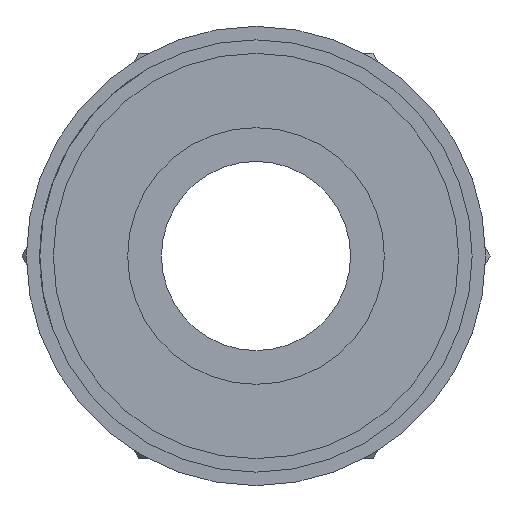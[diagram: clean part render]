
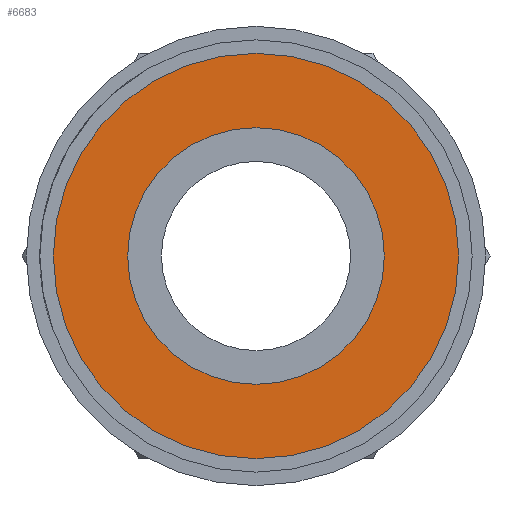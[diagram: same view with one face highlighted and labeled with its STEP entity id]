
A CAD part, left-side view. The second image highlights one B-rep face of the part: STEP entity #6683.
In plain terms, the highlighted planar face has unit normal (-1, 0, 0).
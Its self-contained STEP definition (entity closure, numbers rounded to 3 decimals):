
#19 = CARTESIAN_POINT ( 'NONE',  ( 0., 0., 9.5 ) ) ;
#424 = FACE_OUTER_BOUND ( 'NONE', #1299, .T. ) ;
#495 = EDGE_CURVE ( 'NONE', #3247, #4315, #2376, .T. ) ;
#501 = CARTESIAN_POINT ( 'NONE',  ( 0., 0., 15. ) ) ;
#851 = AXIS2_PLACEMENT_3D ( 'NONE', #6927, #6881, #3499 ) ;
#1020 = DIRECTION ( 'NONE',  ( 0., 0., 1. ) ) ;
#1037 = DIRECTION ( 'NONE',  ( -1., 0., 0. ) ) ;
#1223 = DIRECTION ( 'NONE',  ( -1., 0., 0. ) ) ;
#1299 = EDGE_LOOP ( 'NONE', ( #3095, #3541 ) ) ;
#1701 = CIRCLE ( 'NONE', #851, 9.5 ) ;
#1740 = DIRECTION ( 'NONE',  ( 0., 0., 1. ) ) ;
#1846 = AXIS2_PLACEMENT_3D ( 'NONE', #8043, #5196, #1740 ) ;
#2376 = CIRCLE ( 'NONE', #4687, 15. ) ;
#2788 = VERTEX_POINT ( 'NONE', #4653 ) ;
#3095 = ORIENTED_EDGE ( 'NONE', *, *, #495, .T. ) ;
#3247 = VERTEX_POINT ( 'NONE', #501 ) ;
#3275 = CIRCLE ( 'NONE', #1846, 9.5 ) ;
#3499 = DIRECTION ( 'NONE',  ( 0., 0., 1. ) ) ;
#3504 = ORIENTED_EDGE ( 'NONE', *, *, #7959, .F. ) ;
#3541 = ORIENTED_EDGE ( 'NONE', *, *, #8079, .T. ) ;
#4315 = VERTEX_POINT ( 'NONE', #5708 ) ;
#4504 = PLANE ( 'NONE',  #8736 ) ;
#4653 = CARTESIAN_POINT ( 'NONE',  ( 0., 0., -9.5 ) ) ;
#4687 = AXIS2_PLACEMENT_3D ( 'NONE', #7159, #1037, #7707 ) ;
#5196 = DIRECTION ( 'NONE',  ( -1., 0., 0. ) ) ;
#5708 = CARTESIAN_POINT ( 'NONE',  ( 0., 0., -15. ) ) ;
#5786 = CARTESIAN_POINT ( 'NONE',  ( 0., 0., 0. ) ) ;
#6081 = DIRECTION ( 'NONE',  ( 0., 0., 1. ) ) ;
#6203 = VERTEX_POINT ( 'NONE', #19 ) ;
#6590 = AXIS2_PLACEMENT_3D ( 'NONE', #5786, #8535, #1020 ) ;
#6683 = ADVANCED_FACE ( 'NONE', ( #8063, #424 ), #4504, .T. ) ;
#6794 = EDGE_LOOP ( 'NONE', ( #3504, #6836 ) ) ;
#6836 = ORIENTED_EDGE ( 'NONE', *, *, #7087, .F. ) ;
#6881 = DIRECTION ( 'NONE',  ( -1., 0., 0. ) ) ;
#6927 = CARTESIAN_POINT ( 'NONE',  ( 0., 0., 0. ) ) ;
#7087 = EDGE_CURVE ( 'NONE', #2788, #6203, #3275, .T. ) ;
#7159 = CARTESIAN_POINT ( 'NONE',  ( 0., 0., 0. ) ) ;
#7707 = DIRECTION ( 'NONE',  ( 0., 0., 1. ) ) ;
#7923 = CARTESIAN_POINT ( 'NONE',  ( 0., 0., 0. ) ) ;
#7959 = EDGE_CURVE ( 'NONE', #6203, #2788, #1701, .T. ) ;
#8043 = CARTESIAN_POINT ( 'NONE',  ( 0., 0., 0. ) ) ;
#8063 = FACE_BOUND ( 'NONE', #6794, .T. ) ;
#8079 = EDGE_CURVE ( 'NONE', #4315, #3247, #8171, .T. ) ;
#8171 = CIRCLE ( 'NONE', #6590, 15. ) ;
#8535 = DIRECTION ( 'NONE',  ( -1., 0., 0. ) ) ;
#8736 = AXIS2_PLACEMENT_3D ( 'NONE', #7923, #1223, #6081 ) ;
